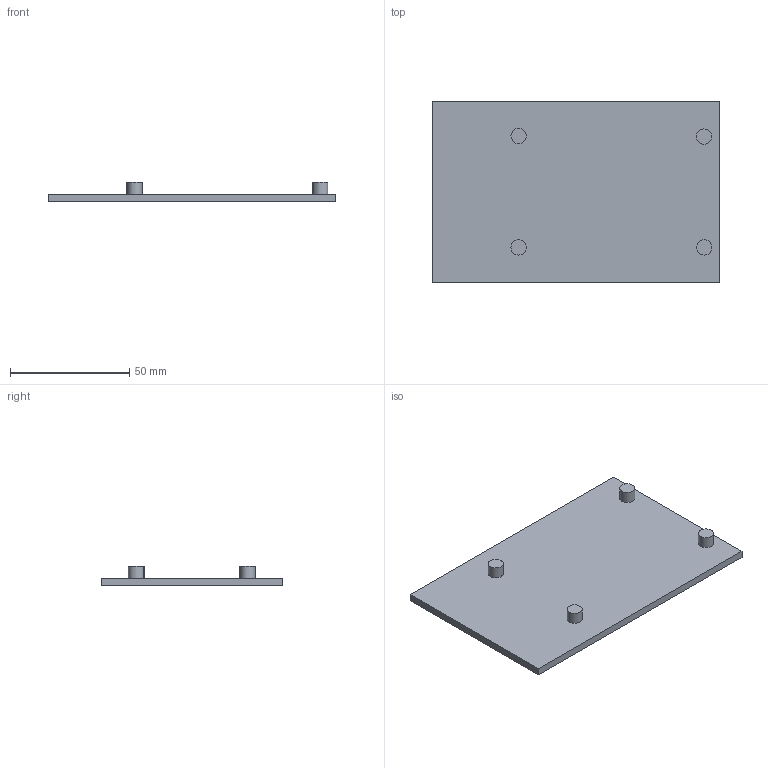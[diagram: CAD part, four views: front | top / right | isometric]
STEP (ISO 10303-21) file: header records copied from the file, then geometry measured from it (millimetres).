
FILE_DESCRIPTION(/* description */ (''),/* implementation_level */ '2;1');
FILE_NAME(/* name */ 'BottomPanel2.stp',/* time_stamp */ '2024-11-08T23:24:26-06:00',/* author */ ('paulj'),/* organization */ (''),/* preprocessor_version */ 'ST-DEVELOPER v20',/* originating_system */ 'Autodesk Inventor 2025',/* authorisation */ '');
FILE_SCHEMA (('AUTOMOTIVE_DESIGN { 1 0 10303 214 3 1 1 }'));
Length unit declared in the file: inch
Products named in the file (1): BottomPanel
Bounding box: 120.62 x 76.17 x 8.26 mm (x, y, z)
Volume: 29751.8 mm3; surface area: 20159.9 mm2
Topology: 1 solids, 1 shells, 22 faces, 44 edges, 34 vertices
Faces by surface type: plane 10, cylinder 8, cone 4
Full cylindrical faces by diameter (mm): 2 x4, 6.35 x4
Entity records: 614 total; most frequent: DIRECTION 102, CARTESIAN_POINT 97, ORIENTED_EDGE 80, EDGE_CURVE 40, AXIS2_PLACEMENT_3D 39, EDGE_LOOP 30, VERTEX_POINT 28, LINE 24
